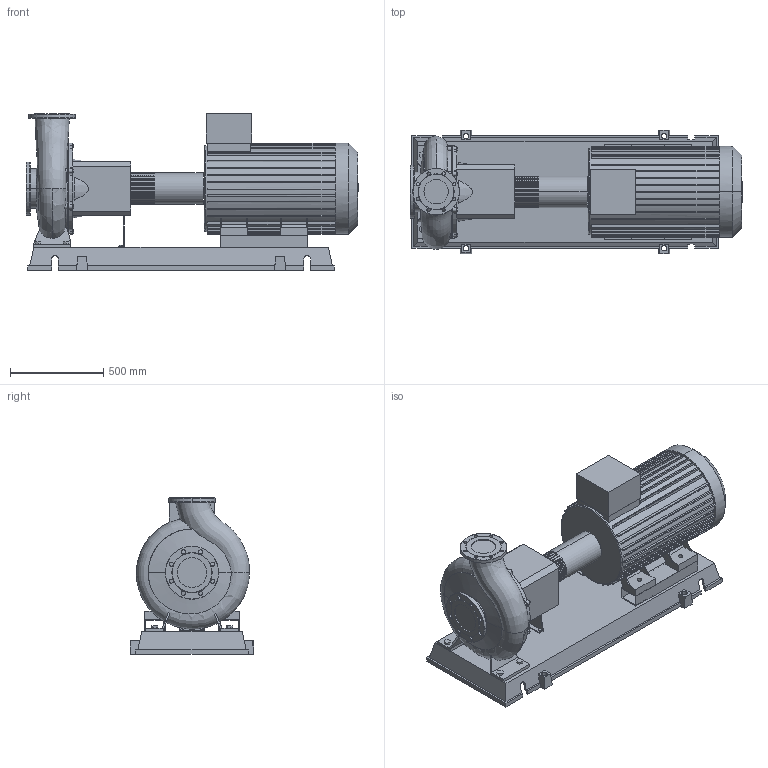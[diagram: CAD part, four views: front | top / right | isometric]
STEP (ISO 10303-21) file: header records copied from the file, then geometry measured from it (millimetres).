
FILE_DESCRIPTION((''),'2;1');
FILE_NAME('3d_NL125_400-55-4-12-4109423.stp','2015-03-03T07:29:46',(''),(''),'Mechanical Desktop 2009','Mechanical Desktop 2009',', , ');
FILE_SCHEMA(('CONFIG_CONTROL_DESIGN'));
Length unit declared in the file: millimetre
Products named in the file (1): Product
Bounding box: 1777 x 660 x 840 mm (x, y, z)
Volume: 256571688.4 mm3; surface area: 8432368 mm2
Topology: 13 solids, 13 shells, 924 faces, 2435 edges, 1598 vertices
Faces by surface type: plane 472, cylinder 261, bspline 163, cone 14, torus 14
Entity records: 33235 total; most frequent: CARTESIAN_POINT 10134, ORIENTED_EDGE 4870, DIRECTION 4650, EDGE_CURVE 2435, VERTEX_POINT 1596, AXIS2_PLACEMENT_3D 1566, VECTOR 1518, LINE 1518
